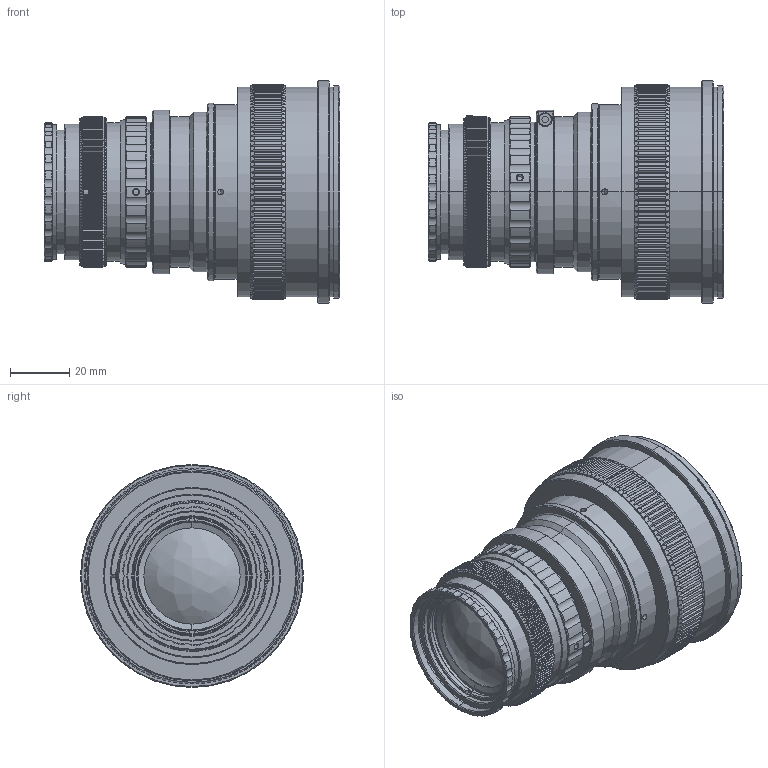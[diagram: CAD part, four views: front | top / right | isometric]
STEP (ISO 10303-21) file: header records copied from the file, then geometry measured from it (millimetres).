
FILE_DESCRIPTION (( 'STEP AP203' ), '1' );
FILE_NAME ('620002.STEP', '2019-10-21T05:56:35', ( '' ), ( '' ), 'SwSTEP 2.0', 'SolidWorks 2016', '' );
FILE_SCHEMA (( 'CONFIG_CONTROL_DESIGN' ));
Products named in the file (2): 620002
Bounding box: 100.09 x 75.5 x 75.5 mm (x, y, z)
Volume: 117706.9 mm3; surface area: 88629.1 mm2
Topology: 18 solids, 18 shells, 1977 faces, 5509 edges, 3628 vertices
Faces by surface type: cylinder 881, plane 786, cone 300, bspline 10
Entity records: 74471 total; most frequent: CARTESIAN_POINT 25700, ORIENTED_EDGE 11018, DIRECTION 9250, EDGE_CURVE 5509, AXIS2_PLACEMENT_3D 3682, VERTEX_POINT 3628, EDGE_LOOP 2093, ADVANCED_FACE 1977
